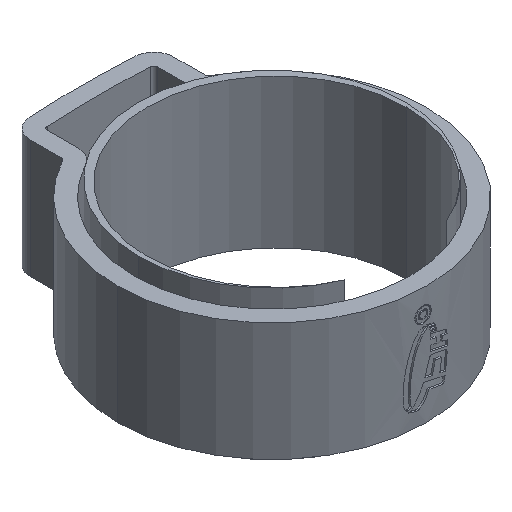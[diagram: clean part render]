
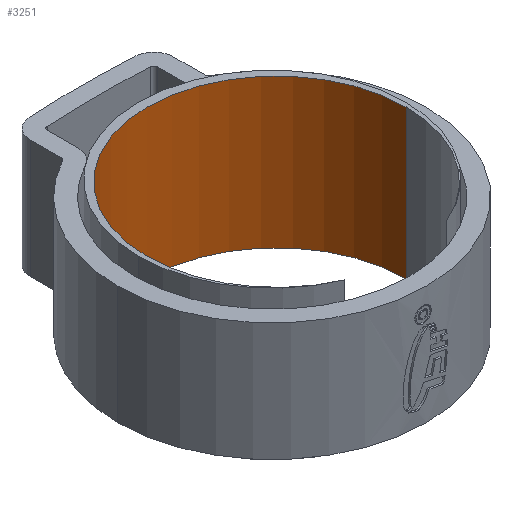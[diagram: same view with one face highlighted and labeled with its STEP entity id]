
A CAD part, isometric view. The second image highlights one B-rep face of the part: STEP entity #3251.
In plain terms, the highlighted cylindrical face has radius 7.66 mm (diameter 15.32 mm), a partial arc.
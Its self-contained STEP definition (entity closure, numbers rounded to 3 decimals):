
#132 = CARTESIAN_POINT ( 'NONE',  ( 0., -0.26, 4.4 ) ) ;
#332 = DIRECTION ( 'NONE',  ( 0., 0., -1. ) ) ;
#356 = DIRECTION ( 'NONE',  ( 0., 0., -1. ) ) ;
#602 = CARTESIAN_POINT ( 'NONE',  ( 7.66, -0.26, 4.4 ) ) ;
#617 = DIRECTION ( 'NONE',  ( -1., 0., 0. ) ) ;
#733 = AXIS2_PLACEMENT_3D ( 'NONE', #132, #5194, #617 ) ;
#771 = CARTESIAN_POINT ( 'NONE',  ( 0., -0.26, 4.4 ) ) ;
#886 = CARTESIAN_POINT ( 'NONE',  ( 7.66, -0.26, 4.4 ) ) ;
#1082 = CIRCLE ( 'NONE', #1595, 7.66 ) ;
#1260 = CIRCLE ( 'NONE', #3363, 7.66 ) ;
#1595 = AXIS2_PLACEMENT_3D ( 'NONE', #5450, #332, #4936 ) ;
#1896 = VERTEX_POINT ( 'NONE', #3886 ) ;
#1919 = VERTEX_POINT ( 'NONE', #602 ) ;
#2018 = DIRECTION ( 'NONE',  ( 1., 0., 0. ) ) ;
#2164 = VERTEX_POINT ( 'NONE', #2678 ) ;
#2267 = ORIENTED_EDGE ( 'NONE', *, *, #4135, .F. ) ;
#2290 = EDGE_CURVE ( 'NONE', #4382, #2164, #2480, .T. ) ;
#2480 = LINE ( 'NONE', #3694, #2646 ) ;
#2646 = VECTOR ( 'NONE', #4953, 1000. ) ;
#2675 = CYLINDRICAL_SURFACE ( 'NONE', #733, 7.66 ) ;
#2678 = CARTESIAN_POINT ( 'NONE',  ( -7.66, -0.26, -4.4 ) ) ;
#3251 = ADVANCED_FACE ( 'NONE', ( #4400 ), #2675, .F. ) ;
#3363 = AXIS2_PLACEMENT_3D ( 'NONE', #771, #356, #2018 ) ;
#3380 = EDGE_LOOP ( 'NONE', ( #5295, #2267, #4923, #4434 ) ) ;
#3686 = CARTESIAN_POINT ( 'NONE',  ( -7.66, -0.26, 4.4 ) ) ;
#3694 = CARTESIAN_POINT ( 'NONE',  ( -7.66, -0.26, 4.4 ) ) ;
#3723 = LINE ( 'NONE', #886, #3818 ) ;
#3818 = VECTOR ( 'NONE', #5371, 1000. ) ;
#3886 = CARTESIAN_POINT ( 'NONE',  ( 7.66, -0.26, -4.4 ) ) ;
#4052 = EDGE_CURVE ( 'NONE', #2164, #1896, #1082, .T. ) ;
#4135 = EDGE_CURVE ( 'NONE', #4382, #1919, #1260, .T. ) ;
#4382 = VERTEX_POINT ( 'NONE', #3686 ) ;
#4400 = FACE_OUTER_BOUND ( 'NONE', #3380, .T. ) ;
#4434 = ORIENTED_EDGE ( 'NONE', *, *, #4052, .T. ) ;
#4468 = EDGE_CURVE ( 'NONE', #1919, #1896, #3723, .T. ) ;
#4923 = ORIENTED_EDGE ( 'NONE', *, *, #2290, .T. ) ;
#4936 = DIRECTION ( 'NONE',  ( 1., 0., 0. ) ) ;
#4953 = DIRECTION ( 'NONE',  ( 0., 0., -1. ) ) ;
#5194 = DIRECTION ( 'NONE',  ( 0., 0., -1. ) ) ;
#5295 = ORIENTED_EDGE ( 'NONE', *, *, #4468, .F. ) ;
#5371 = DIRECTION ( 'NONE',  ( 0., 0., -1. ) ) ;
#5450 = CARTESIAN_POINT ( 'NONE',  ( 0., -0.26, -4.4 ) ) ;
